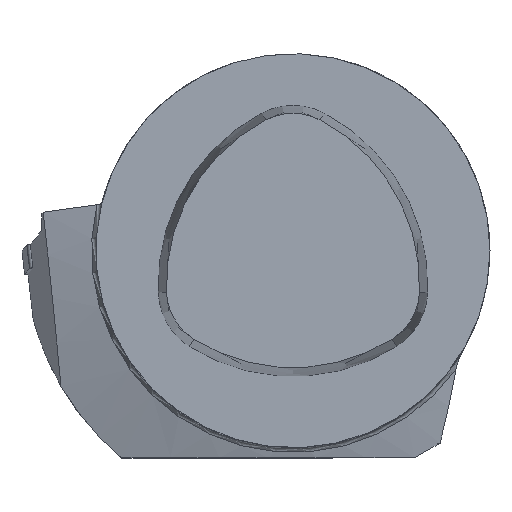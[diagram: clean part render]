
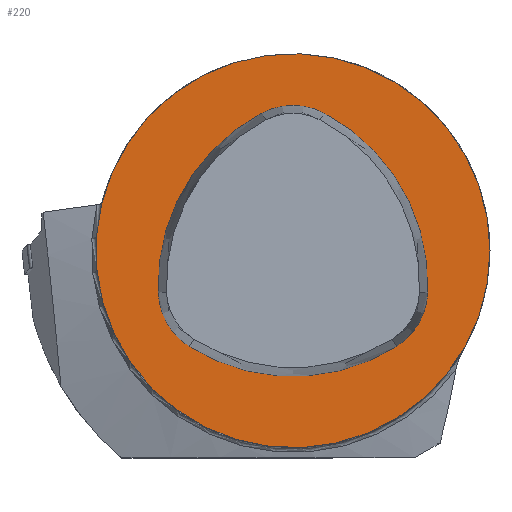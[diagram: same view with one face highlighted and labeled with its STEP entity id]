
A CAD part, top view. The second image highlights one B-rep face of the part: STEP entity #220.
In plain terms, the highlighted planar face has unit normal (0, 0, 1).
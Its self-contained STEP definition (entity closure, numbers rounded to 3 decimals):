
#98=FACE_BOUND('',#383,.T.);
#99=FACE_BOUND('',#384,.T.);
#177=CIRCLE('',#1233,40.);
#184=CIRCLE('',#1248,39.5);
#185=CIRCLE('',#1249,13.5);
#186=CIRCLE('',#1250,39.5);
#187=CIRCLE('',#1251,13.5);
#188=CIRCLE('',#1252,39.5);
#189=CIRCLE('',#1253,13.5);
#220=ADVANCED_FACE('',(#98,#99),#271,.T.);
#271=PLANE('',#1254);
#383=EDGE_LOOP('',(#563));
#384=EDGE_LOOP('',(#564,#565,#566,#567,#568,#569));
#563=ORIENTED_EDGE('',*,*,#883,.T.);
#564=ORIENTED_EDGE('',*,*,#901,.F.);
#565=ORIENTED_EDGE('',*,*,#902,.F.);
#566=ORIENTED_EDGE('',*,*,#903,.F.);
#567=ORIENTED_EDGE('',*,*,#904,.F.);
#568=ORIENTED_EDGE('',*,*,#905,.F.);
#569=ORIENTED_EDGE('',*,*,#906,.F.);
#768=VERTEX_POINT('',#1849);
#785=VERTEX_POINT('',#1888);
#786=VERTEX_POINT('',#1889);
#787=VERTEX_POINT('',#1891);
#788=VERTEX_POINT('',#1893);
#789=VERTEX_POINT('',#1895);
#790=VERTEX_POINT('',#1897);
#883=EDGE_CURVE('',#768,#768,#177,.T.);
#901=EDGE_CURVE('',#785,#786,#184,.T.);
#902=EDGE_CURVE('',#787,#785,#185,.T.);
#903=EDGE_CURVE('',#788,#787,#186,.T.);
#904=EDGE_CURVE('',#789,#788,#187,.T.);
#905=EDGE_CURVE('',#790,#789,#188,.T.);
#906=EDGE_CURVE('',#786,#790,#189,.T.);
#1233=AXIS2_PLACEMENT_3D('',#1848,#1438,#1439);
#1248=AXIS2_PLACEMENT_3D('',#1887,#1475,#1476);
#1249=AXIS2_PLACEMENT_3D('',#1890,#1477,#1478);
#1250=AXIS2_PLACEMENT_3D('',#1892,#1479,#1480);
#1251=AXIS2_PLACEMENT_3D('',#1894,#1481,#1482);
#1252=AXIS2_PLACEMENT_3D('',#1896,#1483,#1484);
#1253=AXIS2_PLACEMENT_3D('',#1898,#1485,#1486);
#1254=AXIS2_PLACEMENT_3D('',#1899,#1487,#1488);
#1438=DIRECTION('',(0.,0.,1.));
#1439=DIRECTION('',(1.,0.,0.));
#1475=DIRECTION('',(0.,0.,1.));
#1476=DIRECTION('',(1.,0.,0.));
#1477=DIRECTION('',(0.,0.,1.));
#1478=DIRECTION('',(1.,0.,0.));
#1479=DIRECTION('',(0.,0.,1.));
#1480=DIRECTION('',(1.,0.,0.));
#1481=DIRECTION('',(0.,0.,1.));
#1482=DIRECTION('',(1.,0.,0.));
#1483=DIRECTION('',(0.,0.,1.));
#1484=DIRECTION('',(1.,0.,0.));
#1485=DIRECTION('',(0.,0.,1.));
#1486=DIRECTION('',(1.,0.,0.));
#1487=DIRECTION('',(0.,0.,1.));
#1488=DIRECTION('',(-1.,0.,0.));
#1848=CARTESIAN_POINT('',(0.,0.,0.));
#1849=CARTESIAN_POINT('',(40.,0.,0.));
#1887=CARTESIAN_POINT('',(12.124,-7.,0.));
#1888=CARTESIAN_POINT('',(-6.295,27.942,0.));
#1889=CARTESIAN_POINT('',(-27.346,-8.519,0.));
#1890=CARTESIAN_POINT('',(0.,16.,0.));
#1891=CARTESIAN_POINT('',(6.295,27.942,0.));
#1892=CARTESIAN_POINT('',(-12.124,-7.,0.));
#1893=CARTESIAN_POINT('',(27.346,-8.519,0.));
#1894=CARTESIAN_POINT('',(13.856,-8.,0.));
#1895=CARTESIAN_POINT('',(21.051,-19.423,0.));
#1896=CARTESIAN_POINT('',(0.,14.,0.));
#1897=CARTESIAN_POINT('',(-21.051,-19.423,0.));
#1898=CARTESIAN_POINT('',(-13.856,-8.,0.));
#1899=CARTESIAN_POINT('',(0.,0.,0.));
